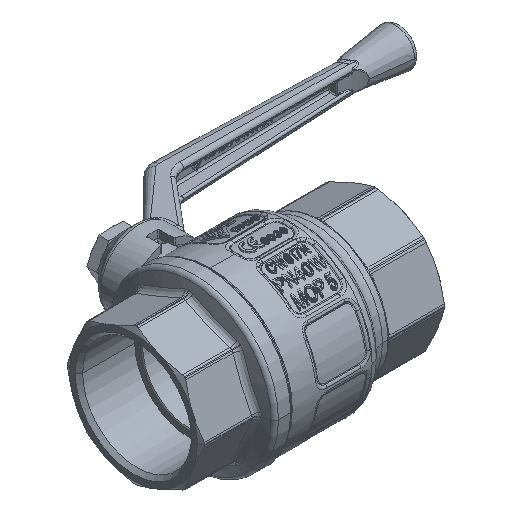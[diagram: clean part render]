
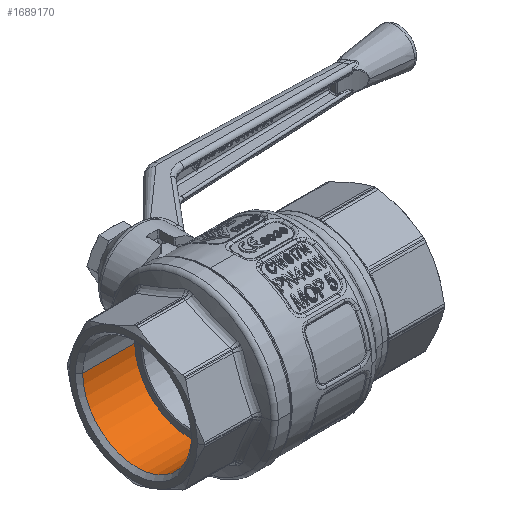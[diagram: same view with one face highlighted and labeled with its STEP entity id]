
A CAD part, isometric view. The second image highlights one B-rep face of the part: STEP entity #1689170.
In plain terms, the highlighted cylindrical face has radius 28.325 mm (diameter 56.65 mm), a partial arc.
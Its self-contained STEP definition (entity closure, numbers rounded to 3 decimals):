
#1385790=CARTESIAN_POINT('',(61.775,28.325,
0.));
#1385800=VERTEX_POINT('',#1385790);
#1385830=CARTESIAN_POINT('',(61.775,0.,0.));
#1385840=DIRECTION('',(1.,0.,0.));
#1385850=DIRECTION('',(0.,-1.,0.));
#1385860=AXIS2_PLACEMENT_3D('',#1385830,#1385840,#1385850);
#1385870=CIRCLE('',#1385860,28.325);
#1385880=CARTESIAN_POINT('',(61.775,-28.325,0.));
#1385890=VERTEX_POINT('',#1385880);
#1385900=EDGE_CURVE('',#1385800,#1385890,#1385870,.T.);
#1386140=CARTESIAN_POINT('',(48.018,-28.325,
0.));
#1386150=DIRECTION('',(-1.,0.,0.));
#1386160=VECTOR('',#1386150,1.);
#1386170=LINE('',#1386140,#1386160);
#1386180=CARTESIAN_POINT('',(34.7,-28.325,
0.));
#1386190=VERTEX_POINT('',#1386180);
#1386200=EDGE_CURVE('',#1385890,#1386190,#1386170,.T.);
#1386220=CARTESIAN_POINT('',(34.7,0.,0.));
#1386230=DIRECTION('',(-1.,0.,0.));
#1386240=DIRECTION('',(0.,1.,0.));
#1386250=AXIS2_PLACEMENT_3D('',#1386220,#1386230,#1386240);
#1386260=CIRCLE('',#1386250,28.325);
#1386270=CARTESIAN_POINT('',(34.7,28.325,0.));
#1386280=VERTEX_POINT('',#1386270);
#1386310=CARTESIAN_POINT('',(48.018,28.325,0.));
#1386320=DIRECTION('',(-1.,0.,0.));
#1386330=VECTOR('',#1386320,1.);
#1386340=LINE('',#1386310,#1386330);
#1386350=EDGE_CURVE('',#1385800,#1386280,#1386340,.T.);
#1386620=EDGE_CURVE('',#1386190,#1386280,#1386260,.T.);
#1689060=CARTESIAN_POINT('',(48.018,0.,0.));
#1689070=DIRECTION('',(-1.,0.,0.));
#1689080=DIRECTION('',(0.,1.,0.));
#1689090=AXIS2_PLACEMENT_3D('',#1689060,#1689070,#1689080);
#1689100=CYLINDRICAL_SURFACE('',#1689090,28.325);
#1689110=ORIENTED_EDGE('',*,*,#1386620,.T.);
#1689120=ORIENTED_EDGE('',*,*,#1386200,.T.);
#1689130=ORIENTED_EDGE('',*,*,#1385900,.T.);
#1689140=ORIENTED_EDGE('',*,*,#1386350,.F.);
#1689150=EDGE_LOOP('',(#1689140,#1689130,#1689120,#1689110));
#1689160=FACE_OUTER_BOUND('',#1689150,.T.);
#1689170=ADVANCED_FACE('',(#1689160),#1689100,.F.);
